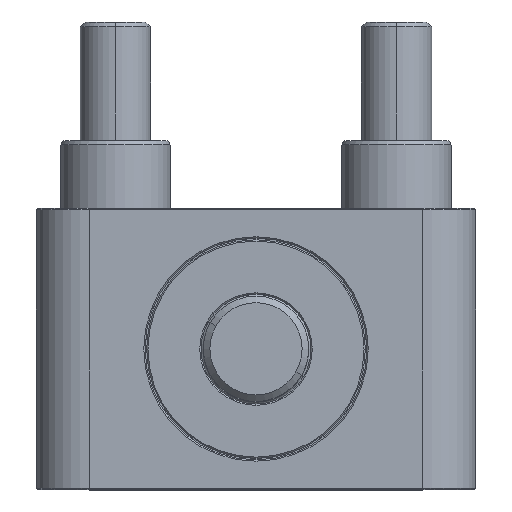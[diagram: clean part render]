
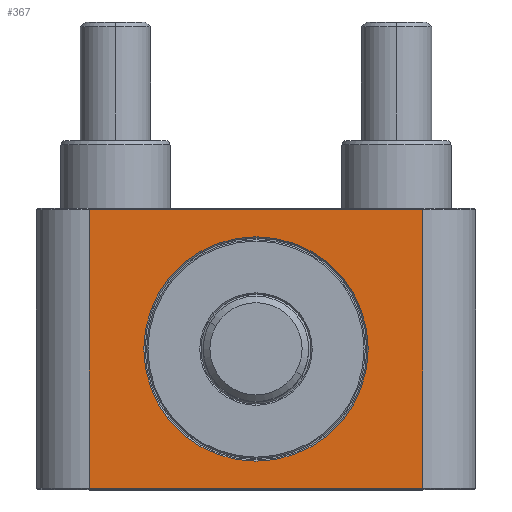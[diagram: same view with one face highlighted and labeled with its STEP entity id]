
A CAD part, top view. The second image highlights one B-rep face of the part: STEP entity #367.
In plain terms, the highlighted planar face has unit normal (0, 0, 1).
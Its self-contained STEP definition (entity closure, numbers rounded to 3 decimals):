
#367 = ADVANCED_FACE ( 'NONE', ( #10203, #17758 ), #19562, .T. ) ;
#578 = DIRECTION ( 'NONE',  ( 0., 0., 1. ) ) ;
#633 = EDGE_CURVE ( 'NONE', #16685, #21360, #5421, .T. ) ;
#876 = VERTEX_POINT ( 'NONE', #6426 ) ;
#1253 = VECTOR ( 'NONE', #22248, 1000. ) ;
#1580 = EDGE_CURVE ( 'NONE', #20480, #4582, #6489, .T. ) ;
#1700 = CARTESIAN_POINT ( 'NONE',  ( -38., 31.7, 66. ) ) ;
#2394 = VECTOR ( 'NONE', #14672, 1000. ) ;
#2821 = CARTESIAN_POINT ( 'NONE',  ( 0., 0., 66. ) ) ;
#3680 = VERTEX_POINT ( 'NONE', #4563 ) ;
#4099 = EDGE_CURVE ( 'NONE', #21360, #20480, #11992, .T. ) ;
#4563 = CARTESIAN_POINT ( 'NONE',  ( -25.55, 0., 66. ) ) ;
#4582 = VERTEX_POINT ( 'NONE', #16356 ) ;
#5421 = LINE ( 'NONE', #13908, #1253 ) ;
#5484 = ORIENTED_EDGE ( 'NONE', *, *, #633, .T. ) ;
#5864 = LINE ( 'NONE', #12872, #2394 ) ;
#6426 = CARTESIAN_POINT ( 'NONE',  ( 25.55, 0., 66. ) ) ;
#6489 = LINE ( 'NONE', #17003, #7926 ) ;
#6995 = CARTESIAN_POINT ( 'NONE',  ( 38., 31.7, 66. ) ) ;
#7926 = VECTOR ( 'NONE', #20586, 1000. ) ;
#8893 = VECTOR ( 'NONE', #14932, 1000. ) ;
#9512 = CARTESIAN_POINT ( 'NONE',  ( 0., 0., 66. ) ) ;
#10203 = FACE_BOUND ( 'NONE', #15602, .T. ) ;
#10377 = CARTESIAN_POINT ( 'NONE',  ( 0., 0., 66. ) ) ;
#11492 = CIRCLE ( 'NONE', #14381, 25.55 ) ;
#11780 = ORIENTED_EDGE ( 'NONE', *, *, #1580, .T. ) ;
#11992 = LINE ( 'NONE', #1700, #8893 ) ;
#12080 = AXIS2_PLACEMENT_3D ( 'NONE', #9512, #578, #21249 ) ;
#12304 = AXIS2_PLACEMENT_3D ( 'NONE', #2821, #16721, #18290 ) ;
#12872 = CARTESIAN_POINT ( 'NONE',  ( 38., -31.7, 66. ) ) ;
#13533 = CARTESIAN_POINT ( 'NONE',  ( -38., 31.7, 66. ) ) ;
#13563 = DIRECTION ( 'NONE',  ( 1., 0., 0. ) ) ;
#13908 = CARTESIAN_POINT ( 'NONE',  ( 38., 32., 66. ) ) ;
#14381 = AXIS2_PLACEMENT_3D ( 'NONE', #10377, #20760, #13563 ) ;
#14672 = DIRECTION ( 'NONE',  ( 1., 0., 0. ) ) ;
#14932 = DIRECTION ( 'NONE',  ( -1., 0., 0. ) ) ;
#14952 = EDGE_CURVE ( 'NONE', #3680, #876, #11492, .T. ) ;
#15602 = EDGE_LOOP ( 'NONE', ( #20134, #17683 ) ) ;
#15765 = CARTESIAN_POINT ( 'NONE',  ( 38., -31.7, 66. ) ) ;
#16356 = CARTESIAN_POINT ( 'NONE',  ( -38., -31.7, 66. ) ) ;
#16685 = VERTEX_POINT ( 'NONE', #15765 ) ;
#16721 = DIRECTION ( 'NONE',  ( 0., 0., -1. ) ) ;
#17003 = CARTESIAN_POINT ( 'NONE',  ( -38., -32., 66. ) ) ;
#17683 = ORIENTED_EDGE ( 'NONE', *, *, #14952, .T. ) ;
#17758 = FACE_OUTER_BOUND ( 'NONE', #18830, .T. ) ;
#18290 = DIRECTION ( 'NONE',  ( 1., 0., 0. ) ) ;
#18588 = EDGE_CURVE ( 'NONE', #876, #3680, #22025, .T. ) ;
#18830 = EDGE_LOOP ( 'NONE', ( #5484, #22338, #11780, #20721 ) ) ;
#19562 = PLANE ( 'NONE',  #12080 ) ;
#20134 = ORIENTED_EDGE ( 'NONE', *, *, #18588, .T. ) ;
#20480 = VERTEX_POINT ( 'NONE', #13533 ) ;
#20586 = DIRECTION ( 'NONE',  ( 0., -1., 0. ) ) ;
#20721 = ORIENTED_EDGE ( 'NONE', *, *, #22290, .T. ) ;
#20760 = DIRECTION ( 'NONE',  ( 0., 0., -1. ) ) ;
#21249 = DIRECTION ( 'NONE',  ( 1., 0., 0. ) ) ;
#21360 = VERTEX_POINT ( 'NONE', #6995 ) ;
#22025 = CIRCLE ( 'NONE', #12304, 25.55 ) ;
#22248 = DIRECTION ( 'NONE',  ( 0., 1., 0. ) ) ;
#22290 = EDGE_CURVE ( 'NONE', #4582, #16685, #5864, .T. ) ;
#22338 = ORIENTED_EDGE ( 'NONE', *, *, #4099, .T. ) ;
